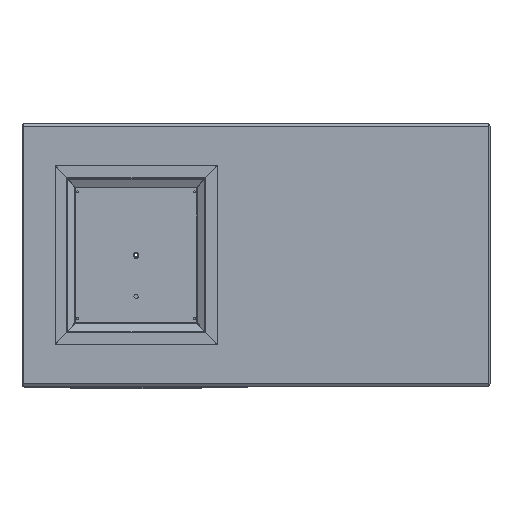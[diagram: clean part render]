
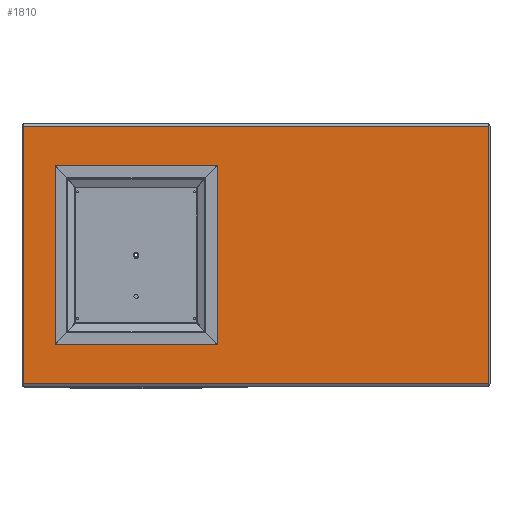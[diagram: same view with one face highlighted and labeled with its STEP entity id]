
A CAD part, top view. The second image highlights one B-rep face of the part: STEP entity #1810.
In plain terms, the highlighted planar face has unit normal (0, 0, 1).
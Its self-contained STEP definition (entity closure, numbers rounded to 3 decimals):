
#46=FACE_BOUND('',#3456,.T.);
#388=B_SPLINE_CURVE_WITH_KNOTS('',1,(#14652,#14653),.UNSPECIFIED.,.F.,.F.,
(2,2),(795.,1105.),.UNSPECIFIED.);
#389=B_SPLINE_CURVE_WITH_KNOTS('',1,(#14654,#14655),.UNSPECIFIED.,.F.,.F.,
(2,2),(1493.,1571.),.UNSPECIFIED.);
#390=B_SPLINE_CURVE_WITH_KNOTS('',1,(#14656,#14657),.UNSPECIFIED.,.F.,.F.,
(2,2),(1183.,1493.),.UNSPECIFIED.);
#391=B_SPLINE_CURVE_WITH_KNOTS('',1,(#14658,#14659),.UNSPECIFIED.,.F.,.F.,
(2,2),(1105.,1183.),.UNSPECIFIED.);
#436=B_SPLINE_CURVE_WITH_KNOTS('',1,(#14748,#14749),.UNSPECIFIED.,.F.,.F.,
(2,2),(-606.969,-143.227),.UNSPECIFIED.);
#437=B_SPLINE_CURVE_WITH_KNOTS('',1,(#14750,#14751),.UNSPECIFIED.,.F.,.F.,
(2,2),(-931.777,-463.742),.UNSPECIFIED.);
#438=B_SPLINE_CURVE_WITH_KNOTS('',1,(#14752,#14753),.UNSPECIFIED.,.F.,.F.,
(2,2),(-1395.52,-931.777),.UNSPECIFIED.);
#439=B_SPLINE_CURVE_WITH_KNOTS('',1,(#14754,#14755),.UNSPECIFIED.,.F.,.F.,
(2,2),(155.629,623.664),.UNSPECIFIED.);
#1810=ADVANCED_FACE('',(#2632,#46),#12412,.T.);
#2632=FACE_OUTER_BOUND('',#3455,.T.);
#3455=EDGE_LOOP('',(#4660,#4661,#4662,#4663));
#3456=EDGE_LOOP('',(#4664,#4665,#4666,#4667));
#4660=ORIENTED_EDGE('',*,*,#8351,.T.);
#4661=ORIENTED_EDGE('',*,*,#8354,.T.);
#4662=ORIENTED_EDGE('',*,*,#8353,.T.);
#4663=ORIENTED_EDGE('',*,*,#8352,.T.);
#4664=ORIENTED_EDGE('',*,*,#8402,.T.);
#4665=ORIENTED_EDGE('',*,*,#8401,.T.);
#4666=ORIENTED_EDGE('',*,*,#8400,.T.);
#4667=ORIENTED_EDGE('',*,*,#8399,.T.);
#8351=EDGE_CURVE('',#11224,#11227,#388,.T.);
#8352=EDGE_CURVE('',#11225,#11224,#389,.T.);
#8353=EDGE_CURVE('',#11226,#11225,#390,.T.);
#8354=EDGE_CURVE('',#11227,#11226,#391,.T.);
#8399=EDGE_CURVE('',#11248,#11249,#436,.T.);
#8400=EDGE_CURVE('',#11250,#11248,#437,.T.);
#8401=EDGE_CURVE('',#11251,#11250,#438,.T.);
#8402=EDGE_CURVE('',#11249,#11251,#439,.T.);
#11224=VERTEX_POINT('',#14616);
#11225=VERTEX_POINT('',#14617);
#11226=VERTEX_POINT('',#14618);
#11227=VERTEX_POINT('',#14619);
#11248=VERTEX_POINT('',#14640);
#11249=VERTEX_POINT('',#14641);
#11250=VERTEX_POINT('',#14642);
#11251=VERTEX_POINT('',#14643);
#12412=PLANE('',#13188);
#13188=AXIS2_PLACEMENT_3D('',#14559,#13569,$);
#13569=DIRECTION('',(0.,0.,1.));
#14559=CARTESIAN_POINT('',(4.808,15.424,797.546));
#14616=CARTESIAN_POINT('',(4.808,15.424,797.546));
#14617=CARTESIAN_POINT('',(4.808,839.436,797.546));
#14618=CARTESIAN_POINT('',(1495.192,839.436,797.546));
#14619=CARTESIAN_POINT('',(1495.192,15.424,797.546));
#14640=CARTESIAN_POINT('',(588.432,179.834,797.546));
#14641=CARTESIAN_POINT('',(142.526,179.834,797.546));
#14642=CARTESIAN_POINT('',(588.432,674.278,797.546));
#14643=CARTESIAN_POINT('',(142.526,674.278,797.546));
#14652=CARTESIAN_POINT('',(4.808,15.424,797.546));
#14653=CARTESIAN_POINT('',(1495.192,15.424,797.546));
#14654=CARTESIAN_POINT('',(4.808,839.436,797.546));
#14655=CARTESIAN_POINT('',(4.808,15.424,797.546));
#14656=CARTESIAN_POINT('',(1495.192,839.436,797.546));
#14657=CARTESIAN_POINT('',(4.808,839.436,797.546));
#14658=CARTESIAN_POINT('',(1495.192,15.424,797.546));
#14659=CARTESIAN_POINT('',(1495.192,839.436,797.546));
#14748=CARTESIAN_POINT('',(588.432,179.834,797.546));
#14749=CARTESIAN_POINT('',(142.526,179.834,797.546));
#14750=CARTESIAN_POINT('',(588.432,674.278,797.546));
#14751=CARTESIAN_POINT('',(588.432,179.834,797.546));
#14752=CARTESIAN_POINT('',(142.526,674.278,797.546));
#14753=CARTESIAN_POINT('',(588.432,674.278,797.546));
#14754=CARTESIAN_POINT('',(142.526,179.834,797.546));
#14755=CARTESIAN_POINT('',(142.526,674.278,797.546));
